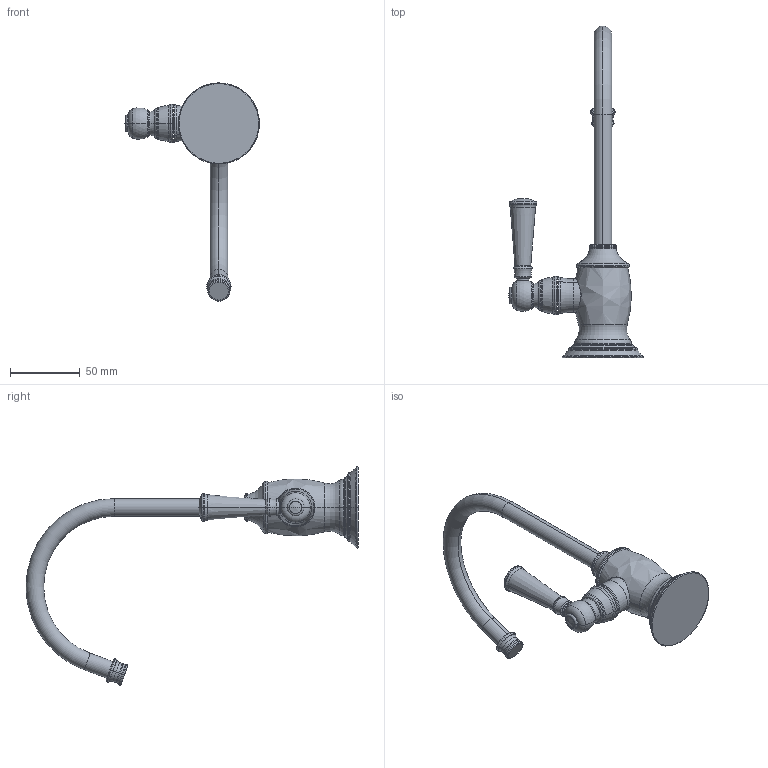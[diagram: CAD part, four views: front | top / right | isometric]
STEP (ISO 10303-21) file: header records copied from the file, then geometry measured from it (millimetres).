
FILE_DESCRIPTION((''),'2;1');
FILE_NAME('2470-5623','2021-04-21T14:44:53',('jinson.thomas'),(''),'CREO PARAMETRIC BY PTC INC, 2018400','CREO PARAMETRIC BY PTC INC, 2018400','');
FILE_SCHEMA(('CONFIG_CONTROL_DESIGN'));
Length unit declared in the file: inch
Products named in the file (1): 2470-5623
Bounding box: 97.16 x 238.86 x 157.08 mm (x, y, z)
Volume: 159204.8 mm3; surface area: 32806.3 mm2
Topology: 1 solids, 1 shells, 165 faces, 332 edges, 177 vertices
Faces by surface type: torus 114, cylinder 20, plane 13, bspline 12, sphere 4, cone 2
Entity records: 4584 total; most frequent: CARTESIAN_POINT 950, DIRECTION 940, ORIENTED_EDGE 660, AXIS2_PLACEMENT_3D 459, EDGE_CURVE 330, CIRCLE 306, VERTEX_POINT 177, EDGE_LOOP 175
